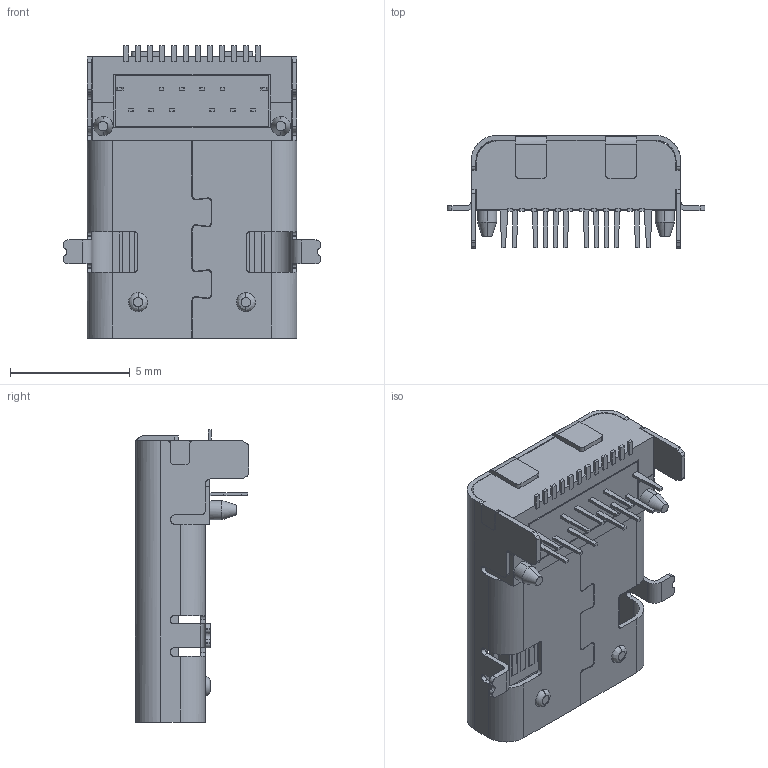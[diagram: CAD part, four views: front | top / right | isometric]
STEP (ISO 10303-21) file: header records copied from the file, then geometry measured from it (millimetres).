
FILE_DESCRIPTION (( 'STEP AP214' ), '1' );
FILE_NAME ('MC-261.STEP', '2024-01-18T02:28:29', ( 'admin' ), ( '' ), 'SwSTEP 2.0', 'SolidWorks 2022', '' );
FILE_SCHEMA (( 'AUTOMOTIVE_DESIGN' ));
Length unit declared in the file: millimetre
Products named in the file (1): MC-261
Bounding box: 10.75 x 4.72 x 12.2 mm (x, y, z)
Volume: 191.6 mm3; surface area: 730.1 mm2
Topology: 1 solids, 1 shells, 598 faces, 1733 edges, 1142 vertices
Faces by surface type: bspline 598
Entity records: 18929 total; most frequent: CARTESIAN_POINT 8665, ORIENTED_EDGE 3466, EDGE_CURVE 1733, B_SPLINE_CURVE_WITH_KNOTS 1590, VERTEX_POINT 1142, EDGE_LOOP 621, ADVANCED_FACE 598, FACE_OUTER_BOUND 598
